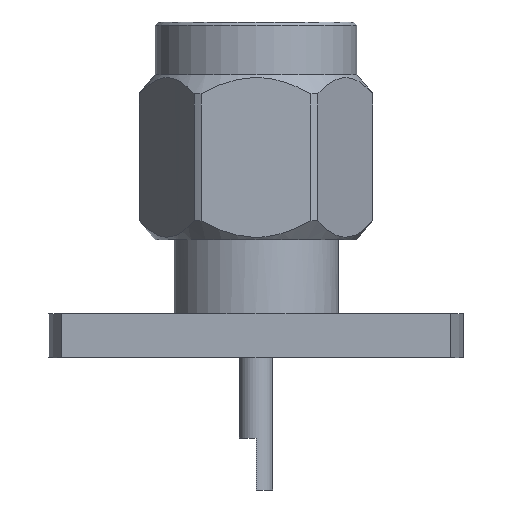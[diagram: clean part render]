
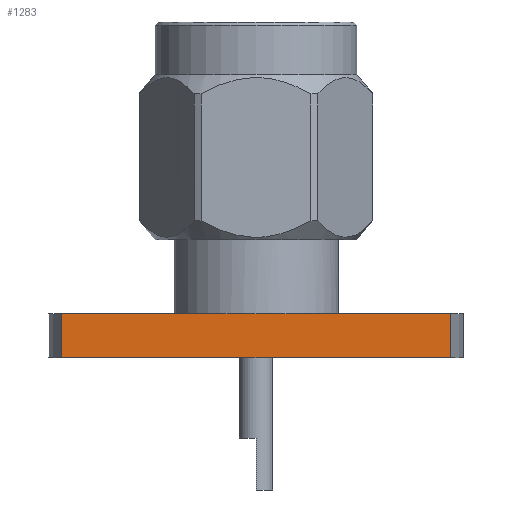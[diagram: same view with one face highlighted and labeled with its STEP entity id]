
A CAD part, left-side view. The second image highlights one B-rep face of the part: STEP entity #1283.
In plain terms, the highlighted planar face has unit normal (-1, 0, 0).
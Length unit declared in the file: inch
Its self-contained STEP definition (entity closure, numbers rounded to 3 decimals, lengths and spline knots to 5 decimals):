
#24 = VERTEX_POINT ( 'NONE', #2544 ) ;
#47 = DIRECTION ( 'NONE',  ( 0., -1., 0. ) ) ;
#214 = EDGE_CURVE ( 'NONE', #1296, #2853, #2095, .T. ) ;
#227 = CARTESIAN_POINT ( 'NONE',  ( -0.1122, -0.31496, 0. ) ) ;
#289 = EDGE_CURVE ( 'NONE', #2463, #2135, #2329, .T. ) ;
#375 = AXIS2_PLACEMENT_3D ( 'NONE', #1041, #1415, #1875 ) ;
#396 = LINE ( 'NONE', #2036, #1072 ) ;
#430 = DIRECTION ( 'NONE',  ( 0., 0., -1. ) ) ;
#456 = LINE ( 'NONE', #2317, #575 ) ;
#569 = ORIENTED_EDGE ( 'NONE', *, *, #2049, .F. ) ;
#575 = VECTOR ( 'NONE', #430, 39.37008 ) ;
#611 = VECTOR ( 'NONE', #2766, 39.37008 ) ;
#724 = CARTESIAN_POINT ( 'NONE',  ( -0.1122, 0.05509, 0. ) ) ;
#801 = PLANE ( 'NONE',  #375 ) ;
#969 = FACE_OUTER_BOUND ( 'NONE', #1511, .T. ) ;
#1032 = ORIENTED_EDGE ( 'NONE', *, *, #2662, .F. ) ;
#1041 = CARTESIAN_POINT ( 'NONE',  ( -0.1122, -0.31496, -0.06693 ) ) ;
#1072 = VECTOR ( 'NONE', #1769, 39.37008 ) ;
#1121 = CARTESIAN_POINT ( 'NONE',  ( -0.1122, 0.2943, 0. ) ) ;
#1135 = DIRECTION ( 'NONE',  ( 0., -1., 0. ) ) ;
#1283 = ADVANCED_FACE ( 'NONE', ( #969 ), #801, .T. ) ;
#1296 = VERTEX_POINT ( 'NONE', #2336 ) ;
#1353 = CARTESIAN_POINT ( 'NONE',  ( -0.1122, -0.31496, -0.06693 ) ) ;
#1415 = DIRECTION ( 'NONE',  ( -1., 0., 0. ) ) ;
#1474 = LINE ( 'NONE', #2408, #2436 ) ;
#1496 = EDGE_CURVE ( 'NONE', #2853, #1976, #396, .T. ) ;
#1511 = EDGE_LOOP ( 'NONE', ( #2070, #2419, #1032, #569, #2899, #2246 ) ) ;
#1769 = DIRECTION ( 'NONE',  ( 0., 0., 1. ) ) ;
#1875 = DIRECTION ( 'NONE',  ( 0., 0., 1. ) ) ;
#1913 = CARTESIAN_POINT ( 'NONE',  ( -0.1122, -0.31496, 0. ) ) ;
#1976 = VERTEX_POINT ( 'NONE', #2569 ) ;
#2036 = CARTESIAN_POINT ( 'NONE',  ( -0.1122, -0.2943, -0.06693 ) ) ;
#2049 = EDGE_CURVE ( 'NONE', #2135, #24, #1474, .T. ) ;
#2070 = ORIENTED_EDGE ( 'NONE', *, *, #214, .T. ) ;
#2095 = LINE ( 'NONE', #1353, #611 ) ;
#2103 = EDGE_CURVE ( 'NONE', #2463, #1296, #456, .T. ) ;
#2135 = VERTEX_POINT ( 'NONE', #724 ) ;
#2246 = ORIENTED_EDGE ( 'NONE', *, *, #2103, .T. ) ;
#2317 = CARTESIAN_POINT ( 'NONE',  ( -0.1122, 0.2943, -0.06693 ) ) ;
#2329 = LINE ( 'NONE', #227, #2477 ) ;
#2336 = CARTESIAN_POINT ( 'NONE',  ( -0.1122, 0.2943, -0.06693 ) ) ;
#2369 = CARTESIAN_POINT ( 'NONE',  ( -0.1122, -0.2943, -0.06693 ) ) ;
#2408 = CARTESIAN_POINT ( 'NONE',  ( -0.1122, -0.31496, 0. ) ) ;
#2419 = ORIENTED_EDGE ( 'NONE', *, *, #1496, .T. ) ;
#2436 = VECTOR ( 'NONE', #2664, 39.37008 ) ;
#2463 = VERTEX_POINT ( 'NONE', #1121 ) ;
#2477 = VECTOR ( 'NONE', #1135, 39.37008 ) ;
#2544 = CARTESIAN_POINT ( 'NONE',  ( -0.1122, -0.05509, 0. ) ) ;
#2569 = CARTESIAN_POINT ( 'NONE',  ( -0.1122, -0.2943, 0. ) ) ;
#2662 = EDGE_CURVE ( 'NONE', #24, #1976, #2845, .T. ) ;
#2664 = DIRECTION ( 'NONE',  ( 0., -1., 0. ) ) ;
#2715 = VECTOR ( 'NONE', #47, 39.37008 ) ;
#2766 = DIRECTION ( 'NONE',  ( 0., -1., 0. ) ) ;
#2845 = LINE ( 'NONE', #1913, #2715 ) ;
#2853 = VERTEX_POINT ( 'NONE', #2369 ) ;
#2899 = ORIENTED_EDGE ( 'NONE', *, *, #289, .F. ) ;
